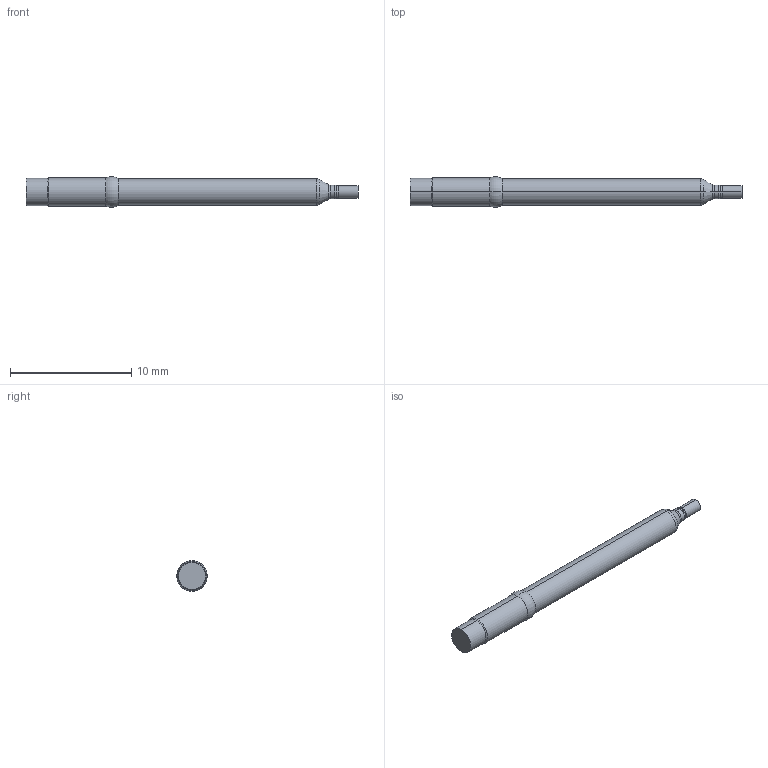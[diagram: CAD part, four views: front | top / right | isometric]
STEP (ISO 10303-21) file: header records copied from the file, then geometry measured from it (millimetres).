
FILE_DESCRIPTION (( 'STEP AP214' ), '1' );
FILE_NAME ('125-SD_250N.STEP', '2012-05-16T10:10:56', ( 'Authorized User' ), ( '' ), 'SwSTEP 2.0', 'SolidWorks 2012', '' );
FILE_SCHEMA (( 'AUTOMOTIVE_DESIGN' ));
Length unit declared in the file: inch
Products named in the file (1): 125-SD_250N
Bounding box: 27.43 x 2.52 x 2.53 mm (x, y, z)
Volume: 98.7 mm3; surface area: 188 mm2
Topology: 1 solids, 1 shells, 26 faces, 50 edges, 26 vertices
Faces by surface type: cylinder 10, torus 10, cone 4, plane 2
Entity records: 694 total; most frequent: DIRECTION 140, CARTESIAN_POINT 103, ORIENTED_EDGE 100, AXIS2_PLACEMENT_3D 63, EDGE_CURVE 50, CIRCLE 36, EDGE_LOOP 26, VERTEX_POINT 26
